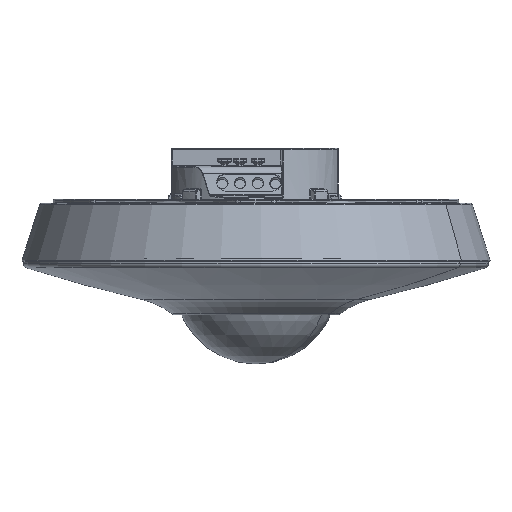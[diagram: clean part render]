
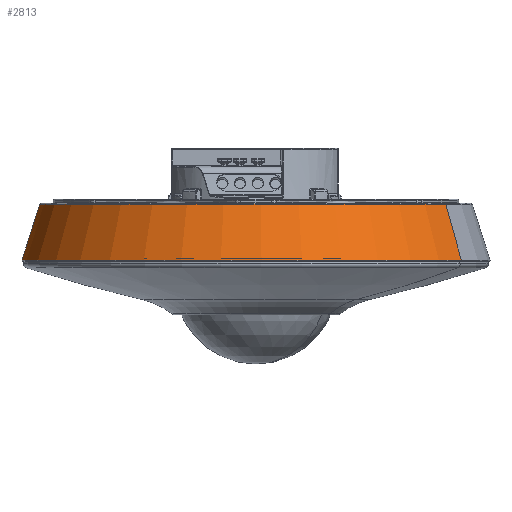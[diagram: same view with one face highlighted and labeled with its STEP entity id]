
A CAD part, left-side view. The second image highlights one B-rep face of the part: STEP entity #2813.
In plain terms, the highlighted face is a revolution surface.
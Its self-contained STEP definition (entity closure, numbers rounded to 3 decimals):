
#2683=CARTESIAN_POINT('Vertex',(31.948,58.481,-0.255)) ;
#2690=CARTESIAN_POINT('Vertex',(-31.948,-58.481,-0.255)) ;
#2714=CARTESIAN_POINT('Vertex',(34.562,63.266,-17.433)) ;
#2721=CARTESIAN_POINT('Vertex',(-34.562,-63.266,-17.433)) ;
#2746=CARTESIAN_POINT('Control Point',(31.948,58.481,-0.255)) ;
#2747=CARTESIAN_POINT('Control Point',(32.947,60.309,-5.892)) ;
#2748=CARTESIAN_POINT('Control Point',(33.82,61.907,-11.626)) ;
#2749=CARTESIAN_POINT('Control Point',(34.562,63.266,-17.433)) ;
#2752=CARTESIAN_POINT('Control Point',(-31.948,-58.481,-0.255)) ;
#2753=CARTESIAN_POINT('Control Point',(-32.947,-60.309,-5.892)) ;
#2754=CARTESIAN_POINT('Control Point',(-33.82,-61.907,-11.626)) ;
#2755=CARTESIAN_POINT('Control Point',(-34.562,-63.266,-17.433)) ;
#2769=CARTESIAN_POINT('Axis2P3D Location',(0.,0.,-0.255)) ;
#2786=CARTESIAN_POINT('Axis2P3D Location',(0.,0.,-17.433)) ;
#2799=CARTESIAN_POINT('Control Point',(0.,-66.639,-0.255)) ;
#2800=CARTESIAN_POINT('Control Point',(0.,-68.722,-5.892)) ;
#2801=CARTESIAN_POINT('Control Point',(0.,-70.542,-11.626)) ;
#2802=CARTESIAN_POINT('Control Point',(0.,-72.091,-17.433)) ;
#2803=CARTESIAN_POINT('Axis1P Location',(0.,0.,-8.5)) ;
#2770=DIRECTION('Axis2P3D Direction',(0.,-0.,-1.)) ;
#2787=DIRECTION('Axis2P3D Direction',(0.,-0.,-1.)) ;
#2804=DIRECTION('Axis1P Direction',(0.,0.,-1.)) ;
#2771=AXIS2_PLACEMENT_3D('Circle Axis2P3D',#2769,#2770,$) ;
#2788=AXIS2_PLACEMENT_3D('Circle Axis2P3D',#2786,#2787,$) ;
#2808=ORIENTED_EDGE('',*,*,#2790,.F.) ;
#2809=ORIENTED_EDGE('',*,*,#2756,.F.) ;
#2810=ORIENTED_EDGE('',*,*,#2773,.T.) ;
#2811=ORIENTED_EDGE('',*,*,#2750,.T.) ;
#2813=ADVANCED_FACE('Body.3',(#2812),#2806,.T.) ;
#2805=AXIS1_PLACEMENT('Revolution Surface Axis1P',#2803,#2804) ;
#2745=B_SPLINE_CURVE_WITH_KNOTS('',3,(#2746,#2747,#2748,#2749),.UNSPECIFIED.,.F.,.U.,(4,4),(538.412,556.44),.UNSPECIFIED.) ;
#2751=B_SPLINE_CURVE_WITH_KNOTS('',3,(#2752,#2753,#2754,#2755),.UNSPECIFIED.,.F.,.U.,(4,4),(538.412,556.44),.UNSPECIFIED.) ;
#2798=B_SPLINE_CURVE_WITH_KNOTS('',3,(#2799,#2800,#2801,#2802),.UNSPECIFIED.,.F.,.U.,(4,4),(538.412,556.44),.UNSPECIFIED.) ;
#2772=CIRCLE('generated circle',#2771,66.639) ;
#2789=CIRCLE('generated circle',#2788,72.091) ;
#2750=EDGE_CURVE('',#2684,#2715,#2745,.T.) ;
#2756=EDGE_CURVE('',#2691,#2722,#2751,.T.) ;
#2773=EDGE_CURVE('',#2691,#2684,#2772,.T.) ;
#2790=EDGE_CURVE('',#2722,#2715,#2789,.T.) ;
#2807=EDGE_LOOP('',(#2808,#2809,#2810,#2811)) ;
#2812=FACE_OUTER_BOUND('',#2807,.T.) ;
#2806=SURFACE_OF_REVOLUTION('Surface of Revolution',#2798,#2805) ;
#2684=VERTEX_POINT('',#2683) ;
#2691=VERTEX_POINT('',#2690) ;
#2715=VERTEX_POINT('',#2714) ;
#2722=VERTEX_POINT('',#2721) ;
